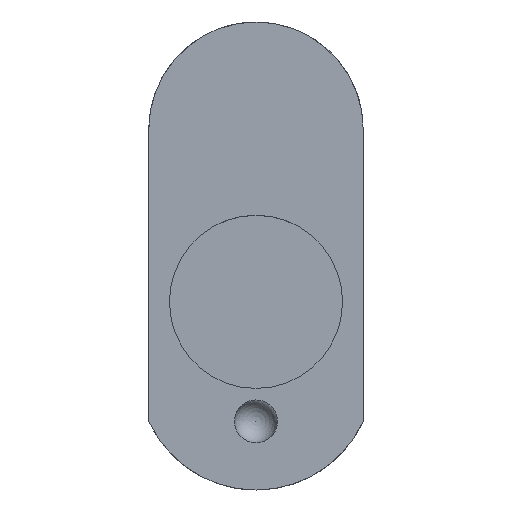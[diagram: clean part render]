
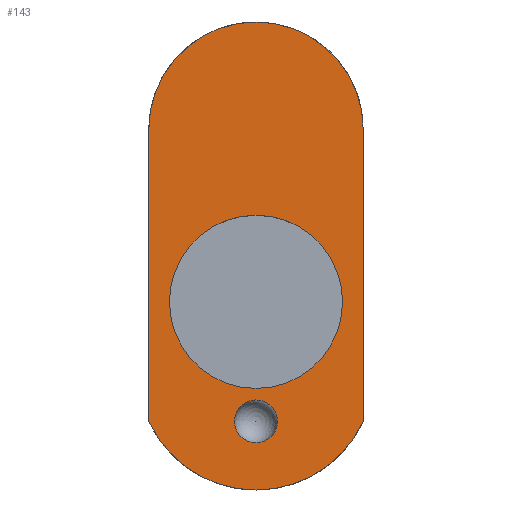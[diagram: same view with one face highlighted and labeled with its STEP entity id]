
A CAD part, top view. The second image highlights one B-rep face of the part: STEP entity #143.
In plain terms, the highlighted planar face has unit normal (0, 0, 1).
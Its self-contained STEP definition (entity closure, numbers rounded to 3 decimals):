
#15=FACE_BOUND('',#63,.T.);
#16=FACE_BOUND('',#64,.T.);
#23=PLANE('',#174);
#28=LINE('',#246,#37);
#32=LINE('',#255,#41);
#37=VECTOR('',#203,10.);
#41=VECTOR('',#213,10.);
#53=FACE_OUTER_BOUND('',#62,.T.);
#62=EDGE_LOOP('',(#128,#129,#130,#131));
#63=EDGE_LOOP('',(#132));
#64=EDGE_LOOP('',(#133));
#65=CIRCLE('',#159,2.6);
#67=CIRCLE('',#162,10.5);
#69=CIRCLE('',#170,14.318);
#70=CIRCLE('',#173,13.);
#71=VERTEX_POINT('',#222);
#73=VERTEX_POINT('',#227);
#79=VERTEX_POINT('',#243);
#80=VERTEX_POINT('',#245);
#81=VERTEX_POINT('',#249);
#82=VERTEX_POINT('',#253);
#83=EDGE_CURVE('',#71,#71,#65,.T.);
#85=EDGE_CURVE('',#73,#73,#67,.T.);
#93=EDGE_CURVE('',#80,#79,#28,.T.);
#96=EDGE_CURVE('',#81,#79,#69,.T.);
#98=EDGE_CURVE('',#81,#82,#32,.T.);
#99=EDGE_CURVE('',#80,#82,#70,.T.);
#128=ORIENTED_EDGE('',*,*,#96,.F.);
#129=ORIENTED_EDGE('',*,*,#98,.T.);
#130=ORIENTED_EDGE('',*,*,#99,.F.);
#131=ORIENTED_EDGE('',*,*,#93,.T.);
#132=ORIENTED_EDGE('',*,*,#83,.T.);
#133=ORIENTED_EDGE('',*,*,#85,.T.);
#143=ADVANCED_FACE('',(#53,#15,#16),#23,.F.);
#159=AXIS2_PLACEMENT_3D('',#223,#179,#180);
#162=AXIS2_PLACEMENT_3D('',#228,#185,#186);
#170=AXIS2_PLACEMENT_3D('',#251,#208,#209);
#173=AXIS2_PLACEMENT_3D('',#257,#216,#217);
#174=AXIS2_PLACEMENT_3D('',#258,#218,#219);
#179=DIRECTION('center_axis',(0.,0.,-1.));
#180=DIRECTION('ref_axis',(0.,1.,0.));
#185=DIRECTION('center_axis',(0.,0.,-1.));
#186=DIRECTION('ref_axis',(-1.,0.,0.));
#203=DIRECTION('',(0.,-1.,0.));
#208=DIRECTION('center_axis',(0.,0.,-1.));
#209=DIRECTION('ref_axis',(0.908,-0.419,0.));
#213=DIRECTION('',(0.,1.,0.));
#216=DIRECTION('center_axis',(0.,0.,-1.));
#217=DIRECTION('ref_axis',(1.,0.,0.));
#218=DIRECTION('center_axis',(0.,0.,-1.));
#219=DIRECTION('ref_axis',(1.,0.,0.));
#222=CARTESIAN_POINT('',(-2.6,18.,135.));
#223=CARTESIAN_POINT('Origin',(0.,18.,135.));
#227=CARTESIAN_POINT('',(10.5,32.5,135.));
#228=CARTESIAN_POINT('Origin',(0.,32.5,135.));
#243=CARTESIAN_POINT('',(-13.,18.,135.));
#245=CARTESIAN_POINT('',(-13.,53.442,135.));
#246=CARTESIAN_POINT('',(-13.,53.442,135.));
#249=CARTESIAN_POINT('',(13.,18.,135.));
#251=CARTESIAN_POINT('Origin',(0.,24.,135.));
#253=CARTESIAN_POINT('',(13.,53.442,135.));
#255=CARTESIAN_POINT('',(13.,18.,135.));
#257=CARTESIAN_POINT('Origin',(0.,53.442,135.));
#258=CARTESIAN_POINT('Origin',(0.,38.062,135.));
